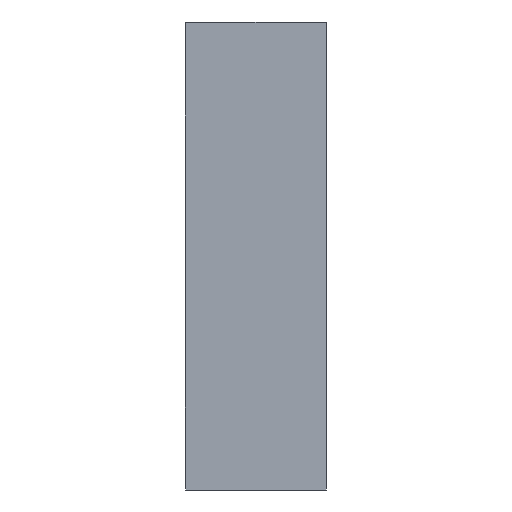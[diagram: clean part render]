
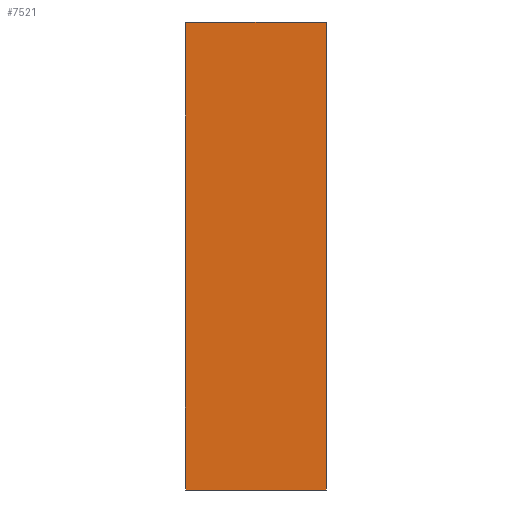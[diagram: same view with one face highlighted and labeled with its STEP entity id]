
A CAD part, left-side view. The second image highlights one B-rep face of the part: STEP entity #7521.
In plain terms, the highlighted planar face has unit normal (-1, 0, 0).
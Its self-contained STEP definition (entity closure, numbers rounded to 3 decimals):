
#48 = AXIS2_PLACEMENT_3D ( 'NONE', #6932, #14835, #16328 ) ;
#338 = ORIENTED_EDGE ( 'NONE', *, *, #3850, .F. ) ;
#744 = CARTESIAN_POINT ( 'NONE',  ( -42., 3., 0. ) ) ;
#1579 = CARTESIAN_POINT ( 'NONE',  ( -42., 0., 0. ) ) ;
#1936 = CARTESIAN_POINT ( 'NONE',  ( -42., 3.01, 0. ) ) ;
#2908 = FACE_OUTER_BOUND ( 'NONE', #8836, .T. ) ;
#3060 = EDGE_CURVE ( 'NONE', #10142, #14730, #7943, .T. ) ;
#3071 = DIRECTION ( 'NONE',  ( 0., 0., 1. ) ) ;
#3560 = DIRECTION ( 'NONE',  ( 0., 1., 0. ) ) ;
#3850 = EDGE_CURVE ( 'NONE', #14641, #10348, #11300, .T. ) ;
#4269 = VECTOR ( 'NONE', #3560, 1000. ) ;
#4283 = VECTOR ( 'NONE', #3071, 1000. ) ;
#6932 = CARTESIAN_POINT ( 'NONE',  ( -42., 3., 0. ) ) ;
#7521 = ADVANCED_FACE ( 'NONE', ( #2908 ), #9520, .F. ) ;
#7711 = VECTOR ( 'NONE', #8349, 1000. ) ;
#7943 = LINE ( 'NONE', #1579, #7711 ) ;
#8148 = CARTESIAN_POINT ( 'NONE',  ( -42., 0., 0. ) ) ;
#8349 = DIRECTION ( 'NONE',  ( 0., 0., 1. ) ) ;
#8836 = EDGE_LOOP ( 'NONE', ( #13276, #338, #11600, #15403 ) ) ;
#9520 = PLANE ( 'NONE',  #48 ) ;
#9606 = VECTOR ( 'NONE', #13602, 1000. ) ;
#10142 = VERTEX_POINT ( 'NONE', #16107 ) ;
#10348 = VERTEX_POINT ( 'NONE', #15461 ) ;
#10762 = CARTESIAN_POINT ( 'NONE',  ( -42., 3., -10. ) ) ;
#11288 = LINE ( 'NONE', #744, #4269 ) ;
#11300 = LINE ( 'NONE', #1936, #4283 ) ;
#11491 = LINE ( 'NONE', #10762, #9606 ) ;
#11600 = ORIENTED_EDGE ( 'NONE', *, *, #14073, .F. ) ;
#13078 = EDGE_CURVE ( 'NONE', #14730, #10348, #11288, .T. ) ;
#13276 = ORIENTED_EDGE ( 'NONE', *, *, #13078, .T. ) ;
#13602 = DIRECTION ( 'NONE',  ( 0., 1., 0. ) ) ;
#14073 = EDGE_CURVE ( 'NONE', #10142, #14641, #11491, .T. ) ;
#14641 = VERTEX_POINT ( 'NONE', #15989 ) ;
#14730 = VERTEX_POINT ( 'NONE', #8148 ) ;
#14835 = DIRECTION ( 'NONE',  ( 1., 0., 0. ) ) ;
#15403 = ORIENTED_EDGE ( 'NONE', *, *, #3060, .T. ) ;
#15461 = CARTESIAN_POINT ( 'NONE',  ( -42., 3.01, 0. ) ) ;
#15989 = CARTESIAN_POINT ( 'NONE',  ( -42., 3.01, -10. ) ) ;
#16107 = CARTESIAN_POINT ( 'NONE',  ( -42., 0., -10. ) ) ;
#16328 = DIRECTION ( 'NONE',  ( 0., 0., 1. ) ) ;
